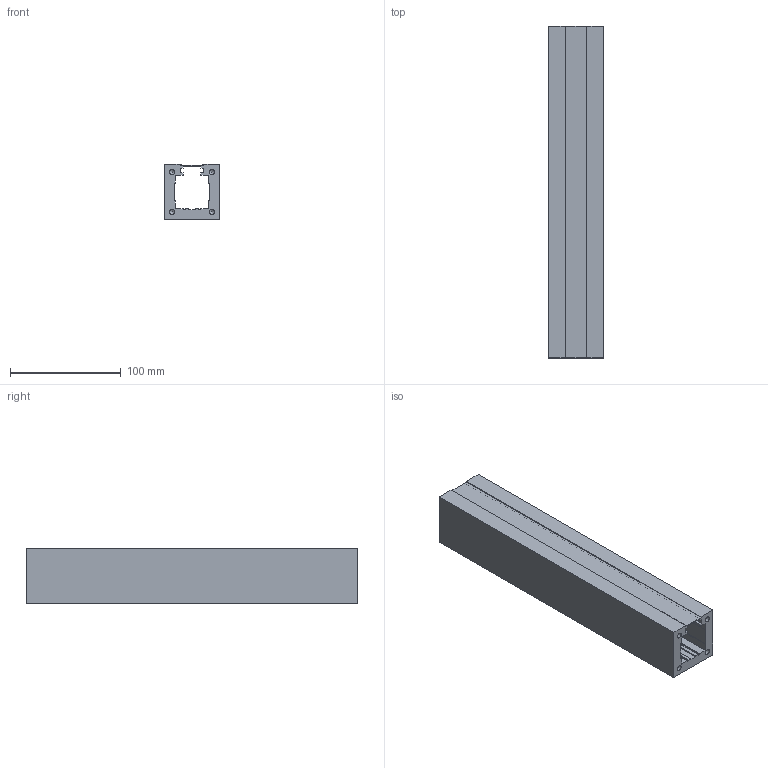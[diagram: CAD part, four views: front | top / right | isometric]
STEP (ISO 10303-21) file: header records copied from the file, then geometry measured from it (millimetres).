
FILE_DESCRIPTION(/* description */ ('Unknown'),/* implementation_level */ '2;1');
FILE_NAME(/* name */ 'Alu Profil-50-Kegelradantrieb-mittig',/* time_stamp */ '2020-03-19T17:48:16+01:00',/* author */ ('Unknown'),/* organization */ ('Unknown'),/* preprocessor_version */ 'ST-DEVELOPER v16.7',/* originating_system */ 'Solid Edge',/* authorisation */ 'Unknown');
FILE_SCHEMA (('AUTOMOTIVE_DESIGN {1 0 10303 214 3 1 1}'));
Length unit declared in the file: millimetre
Products named in the file (1): Profil-50-Portal-dy
Bounding box: 50 x 300 x 50 mm (x, y, z)
Volume: 406818.2 mm3; surface area: 113467.7 mm2
Topology: 1 solids, 1 shells, 92 faces, 269 edges, 176 vertices
Faces by surface type: plane 49, cylinder 29, cone 14
Full cylindrical faces by diameter (mm): 4.917 x24, 5 x2, 25 x1
Entity records: 3471 total; most frequent: CARTESIAN_POINT 478, DIRECTION 430, ORIENTED_EDGE 402, EDGE_CURVE 201, VERTEX_POINT 159, LINE 148, VECTOR 148, FACE_BOUND 148
